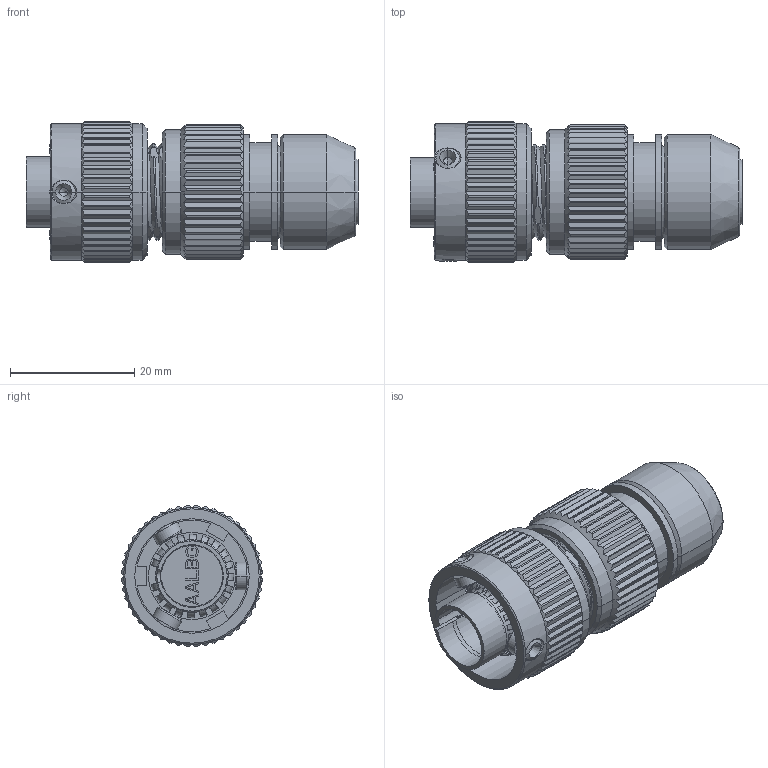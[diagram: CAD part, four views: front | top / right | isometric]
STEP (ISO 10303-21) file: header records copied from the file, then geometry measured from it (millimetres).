
FILE_DESCRIPTION((''),'2;1');
FILE_NAME('STANDARD-DARSTELLUNG_SW0001','2023-03-29T09:24:33',('paultorloting'),('NET AG system integration'),'CREO PARAMETRIC BY PTC INC, 2021404','CREO PARAMETRIC BY PTC INC, 2021404','');
FILE_SCHEMA(('AUTOMOTIVE_DESIGN { 1 0 10303 214 1 1 1 1 }'));
Length unit declared in the file: millimetre
Products named in the file (1): STANDARD-DARSTELLUNG_SW0001
Bounding box: 53.39 x 22.73 x 22.73 mm (x, y, z)
Volume: 11790.7 mm3; surface area: 8448.5 mm2
Topology: 1 solids, 2 shells, 1056 faces, 2886 edges, 1883 vertices
Faces by surface type: plane 639, cylinder 213, cone 86, revolution 76, torus 25, bspline 14, extrusion 3
Entity records: 43902 total; most frequent: CARTESIAN_POINT 12220, ORIENTED_EDGE 5760, DIRECTION 4583, EDGE_CURVE 2880, VERTEX_POINT 1883, AXIS2_PLACEMENT_3D 1529, VECTOR 1446, LINE 1443
